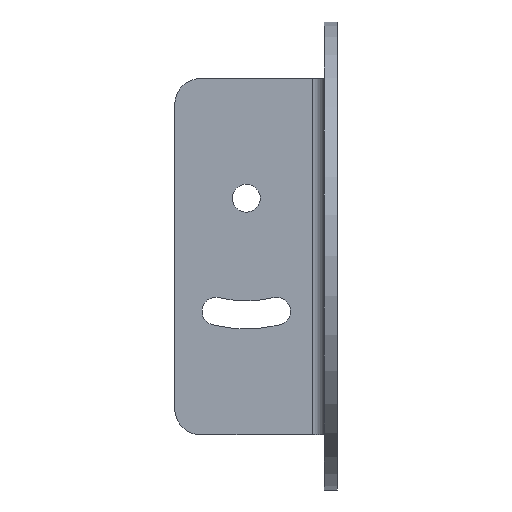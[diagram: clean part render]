
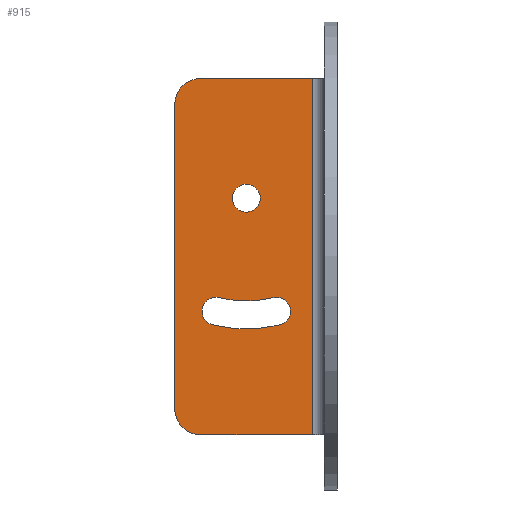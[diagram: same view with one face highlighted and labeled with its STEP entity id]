
A CAD part, top view. The second image highlights one B-rep face of the part: STEP entity #915.
In plain terms, the highlighted planar face has unit normal (0, 0, 1).
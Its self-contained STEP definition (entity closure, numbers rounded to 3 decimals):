
#73=LINE('',#1537,#139);
#78=LINE('',#1565,#144);
#79=LINE('',#1569,#145);
#80=LINE('',#1571,#146);
#139=VECTOR('',#1219,1000.);
#144=VECTOR('',#1246,1000.);
#145=VECTOR('',#1249,1000.);
#146=VECTOR('',#1250,1000.);
#267=ORIENTED_EDGE('',*,*,#538,.F.);
#268=ORIENTED_EDGE('',*,*,#539,.F.);
#269=ORIENTED_EDGE('',*,*,#540,.F.);
#270=ORIENTED_EDGE('',*,*,#541,.F.);
#271=ORIENTED_EDGE('',*,*,#533,.T.);
#272=ORIENTED_EDGE('',*,*,#542,.T.);
#273=ORIENTED_EDGE('',*,*,#543,.T.);
#274=ORIENTED_EDGE('',*,*,#529,.T.);
#275=ORIENTED_EDGE('',*,*,#537,.T.);
#276=ORIENTED_EDGE('',*,*,#544,.F.);
#277=ORIENTED_EDGE('',*,*,#545,.F.);
#529=EDGE_CURVE('',#665,#666,#73,.T.);
#533=EDGE_CURVE('',#669,#669,#739,.F.);
#537=EDGE_CURVE('',#666,#672,#742,.T.);
#538=EDGE_CURVE('',#673,#674,#743,.T.);
#539=EDGE_CURVE('',#675,#673,#744,.T.);
#540=EDGE_CURVE('',#676,#675,#745,.T.);
#541=EDGE_CURVE('',#674,#676,#746,.T.);
#542=EDGE_CURVE('',#677,#678,#78,.T.);
#543=EDGE_CURVE('',#678,#665,#747,.T.);
#544=EDGE_CURVE('',#679,#672,#79,.T.);
#545=EDGE_CURVE('',#677,#679,#80,.T.);
#665=VERTEX_POINT('',#1538);
#666=VERTEX_POINT('',#1539);
#669=VERTEX_POINT('',#1547);
#672=VERTEX_POINT('',#1554);
#673=VERTEX_POINT('',#1558);
#674=VERTEX_POINT('',#1559);
#675=VERTEX_POINT('',#1561);
#676=VERTEX_POINT('',#1563);
#677=VERTEX_POINT('',#1566);
#678=VERTEX_POINT('',#1567);
#679=VERTEX_POINT('',#1570);
#739=CIRCLE('',#1027,2.15);
#742=CIRCLE('',#1031,4.);
#743=CIRCLE('',#1033,15.85);
#744=CIRCLE('',#1034,2.15);
#745=CIRCLE('',#1035,20.15);
#746=CIRCLE('',#1036,2.15);
#747=CIRCLE('',#1037,4.);
#779=EDGE_LOOP('',(#267,#268,#269,#270));
#780=EDGE_LOOP('',(#271));
#781=EDGE_LOOP('',(#272,#273,#274,#275,#276,#277));
#849=FACE_BOUND('',#779,.T.);
#850=FACE_BOUND('',#780,.T.);
#851=FACE_BOUND('',#781,.T.);
#900=PLANE('',#1032);
#915=ADVANCED_FACE('',(#849,#850,#851),#900,.T.);
#1027=AXIS2_PLACEMENT_3D('',#1546,#1225,#1226);
#1031=AXIS2_PLACEMENT_3D('',#1555,#1234,#1235);
#1032=AXIS2_PLACEMENT_3D('',#1556,#1236,#1237);
#1033=AXIS2_PLACEMENT_3D('',#1557,#1238,#1239);
#1034=AXIS2_PLACEMENT_3D('',#1560,#1240,#1241);
#1035=AXIS2_PLACEMENT_3D('',#1562,#1242,#1243);
#1036=AXIS2_PLACEMENT_3D('',#1564,#1244,#1245);
#1037=AXIS2_PLACEMENT_3D('',#1568,#1247,#1248);
#1219=DIRECTION('',(0.,-1.,0.));
#1225=DIRECTION('',(0.,0.,1.));
#1226=DIRECTION('',(1.,0.,0.));
#1234=DIRECTION('',(0.,0.,1.));
#1235=DIRECTION('',(1.,0.,0.));
#1236=DIRECTION('',(0.,0.,1.));
#1237=DIRECTION('',(1.,0.,0.));
#1238=DIRECTION('',(0.,0.,-1.));
#1239=DIRECTION('',(0.,1.,0.));
#1240=DIRECTION('',(0.,0.,1.));
#1241=DIRECTION('',(0.,-1.,0.));
#1242=DIRECTION('',(0.,0.,1.));
#1243=DIRECTION('',(0.,1.,0.));
#1244=DIRECTION('',(0.,0.,1.));
#1245=DIRECTION('',(0.,-1.,0.));
#1246=DIRECTION('',(-1.,0.,0.));
#1247=DIRECTION('',(0.,0.,1.));
#1248=DIRECTION('',(1.,0.,0.));
#1249=DIRECTION('',(-1.,0.,0.));
#1250=DIRECTION('',(0.,-1.,0.));
#1537=CARTESIAN_POINT('',(-25.,20.,-24.5));
#1538=CARTESIAN_POINT('',(-25.,18.4,-24.5));
#1539=CARTESIAN_POINT('',(-25.,-28.4,-24.5));
#1546=CARTESIAN_POINT('',(-14.,4.,-24.5));
#1547=CARTESIAN_POINT('',(-11.85,4.,-24.5));
#1554=CARTESIAN_POINT('',(-21.,-32.4,-24.5));
#1555=CARTESIAN_POINT('',(-21.,-28.4,-24.5));
#1556=CARTESIAN_POINT('',(0.,20.,-24.5));
#1557=CARTESIAN_POINT('',(-14.,4.,-24.5));
#1558=CARTESIAN_POINT('',(-9.898,-11.31,-24.5));
#1559=CARTESIAN_POINT('',(-18.102,-11.31,-24.5));
#1560=CARTESIAN_POINT('',(-9.341,-13.387,-24.5));
#1561=CARTESIAN_POINT('',(-8.785,-15.463,-24.5));
#1562=CARTESIAN_POINT('',(-14.,4.,-24.5));
#1563=CARTESIAN_POINT('',(-19.215,-15.463,-24.5));
#1564=CARTESIAN_POINT('',(-18.659,-13.387,-24.5));
#1565=CARTESIAN_POINT('',(0.,22.4,-24.5));
#1566=CARTESIAN_POINT('',(-3.8,22.4,-24.5));
#1567=CARTESIAN_POINT('',(-21.,22.4,-24.5));
#1568=CARTESIAN_POINT('',(-21.,18.4,-24.5));
#1569=CARTESIAN_POINT('',(0.,-32.4,-24.5));
#1570=CARTESIAN_POINT('',(-3.8,-32.4,-24.5));
#1571=CARTESIAN_POINT('',(-3.8,20.,-24.5));
